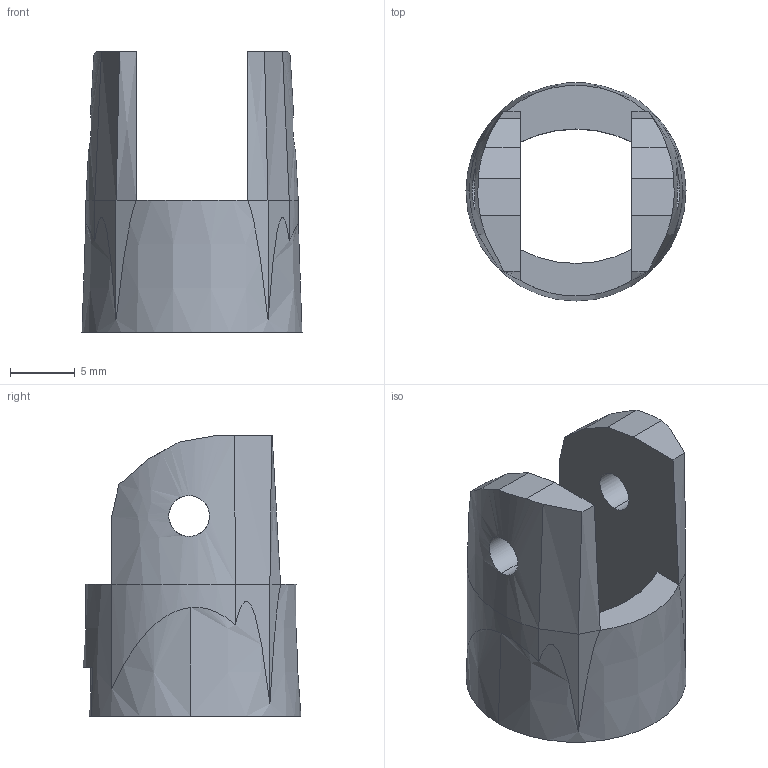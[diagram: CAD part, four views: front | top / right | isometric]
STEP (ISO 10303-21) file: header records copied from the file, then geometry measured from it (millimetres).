
FILE_DESCRIPTION (( 'STEP AP203' ), '1' );
FILE_NAME ('Index_Finger3_Domyœlna_sldprt.STEP', '2020-06-09T22:46:17', ( '' ), ( '' ), 'SwSTEP 2.0', 'SolidWorks 2018', '' );
FILE_SCHEMA (( 'CONFIG_CONTROL_DESIGN' ));
Length unit declared in the file: millimetre
Products named in the file (1): Index_Finger3_Domyœlna_sldprt
Bounding box: 17 x 16.84 x 21.7 mm (x, y, z)
Volume: 2064.2 mm3; surface area: 1794.8 mm2
Topology: 1 solids, 1 shells, 44 faces, 118 edges, 75 vertices
Faces by surface type: plane 24, cylinder 9, bspline 8, cone 3
Entity records: 1762 total; most frequent: CARTESIAN_POINT 638, ORIENTED_EDGE 236, DIRECTION 183, EDGE_CURVE 118, VERTEX_POINT 75, LINE 71, VECTOR 71, AXIS2_PLACEMENT_3D 56
